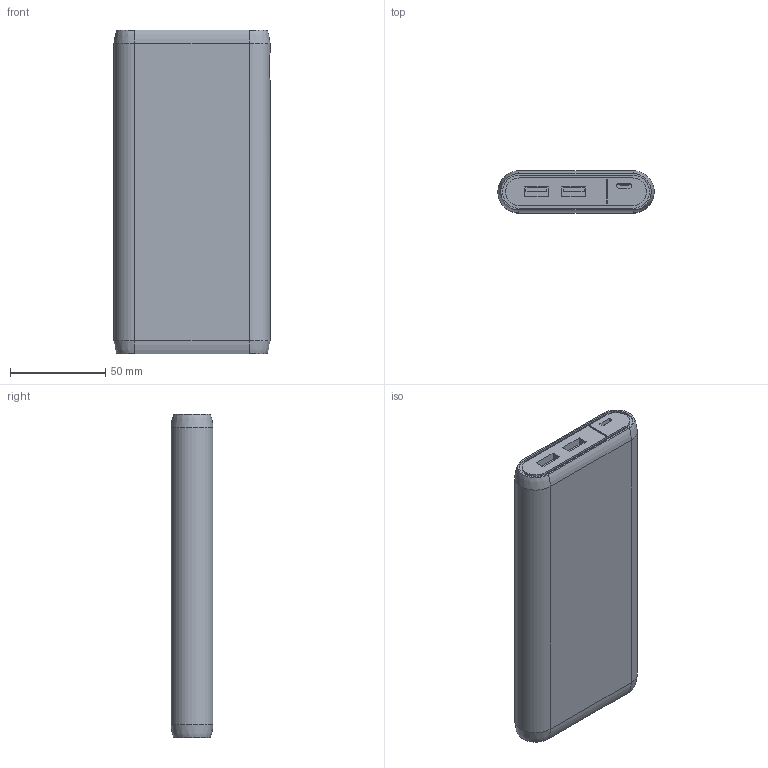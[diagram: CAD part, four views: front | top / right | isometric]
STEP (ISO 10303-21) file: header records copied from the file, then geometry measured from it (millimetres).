
FILE_DESCRIPTION(('FreeCAD Model'),'2;1');
FILE_NAME('Open CASCADE Shape Model','2022-12-28T00:33:09',(''),(''), 'Open CASCADE STEP processor 7.6','FreeCAD','Unknown');
FILE_SCHEMA(('AUTOMOTIVE_DESIGN { 1 0 10303 214 1 1 1 1 }'));
Length unit declared in the file: millimetre
Products named in the file (2): Part; Body
Assembly tree (1 placements, depth 2):
  Part
    Body
Bounding box: 82 x 22 x 170 mm (x, y, z)
Volume: 285863.7 mm3; surface area: 37206.6 mm2
Topology: 1 solids, 1 shells, 163 faces, 403 edges, 266 vertices
Faces by surface type: extrusion 67, plane 65, cylinder 26, revolution 4, bspline 1
Full cylindrical faces by diameter (mm): 1.5 x4
Entity records: 11609 total; most frequent: CARTESIAN_POINT 3894, DIRECTION 1185, VECTOR 843, ORIENTED_EDGE 806, PCURVE 806, DEFINITIONAL_REPRESENTATION 806, LINE 776, EDGE_CURVE 403
